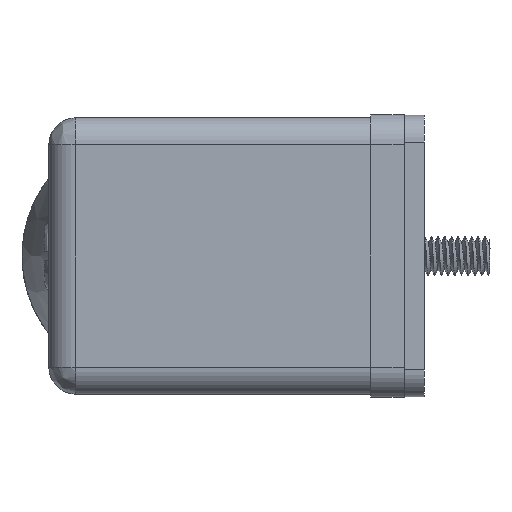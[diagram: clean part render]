
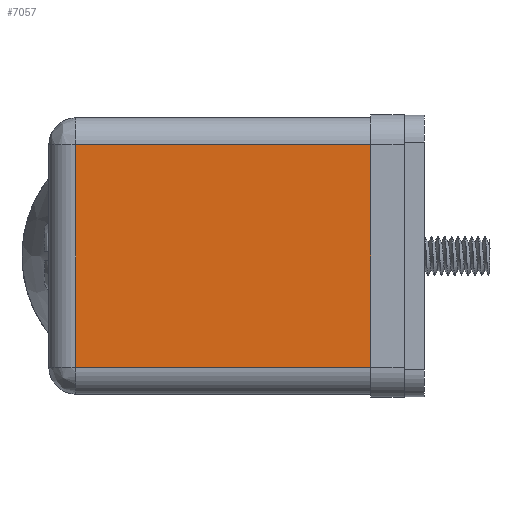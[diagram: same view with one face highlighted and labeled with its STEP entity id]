
A CAD part, left-side view. The second image highlights one B-rep face of the part: STEP entity #7057.
In plain terms, the highlighted planar face has unit normal (-1, 0, 0).
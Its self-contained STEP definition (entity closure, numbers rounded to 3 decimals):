
#5 = DIRECTION ( 'NONE',  ( 0., 0., 1. ) ) ;
#329 = DIRECTION ( 'NONE',  ( 1., 0., 0. ) ) ;
#3688 = VECTOR ( 'NONE', #5, 1000. ) ;
#6920 = FACE_OUTER_BOUND ( 'NONE', #23250, .T. ) ;
#7057 = ADVANCED_FACE ( 'NONE', ( #6920 ), #33846, .F. ) ;
#8423 = VERTEX_POINT ( 'NONE', #24508 ) ;
#8541 = CARTESIAN_POINT ( 'NONE',  ( -13.9, 5., 8.3 ) ) ;
#8934 = ORIENTED_EDGE ( 'NONE', *, *, #9622, .F. ) ;
#9270 = CARTESIAN_POINT ( 'NONE',  ( -13.9, 5., 0. ) ) ;
#9622 = EDGE_CURVE ( 'NONE', #30561, #8423, #11208, .T. ) ;
#11124 = CARTESIAN_POINT ( 'NONE',  ( -13.9, 2.5, 8.3 ) ) ;
#11208 = LINE ( 'NONE', #16929, #3688 ) ;
#12552 = VECTOR ( 'NONE', #34298, 1000. ) ;
#13899 = VERTEX_POINT ( 'NONE', #8541 ) ;
#15176 = EDGE_CURVE ( 'NONE', #8423, #13899, #21304, .T. ) ;
#16714 = DIRECTION ( 'NONE',  ( 0., -1., 0. ) ) ;
#16929 = CARTESIAN_POINT ( 'NONE',  ( -13.9, 27., 8.3 ) ) ;
#17036 = EDGE_CURVE ( 'NONE', #29901, #13899, #27311, .T. ) ;
#17234 = CARTESIAN_POINT ( 'NONE',  ( -13.9, 2.5, 8.3 ) ) ;
#17328 = ORIENTED_EDGE ( 'NONE', *, *, #17036, .T. ) ;
#18406 = VECTOR ( 'NONE', #28951, 1000. ) ;
#20027 = DIRECTION ( 'NONE',  ( 0., 0., -1. ) ) ;
#20456 = VECTOR ( 'NONE', #16714, 1000. ) ;
#21304 = LINE ( 'NONE', #11124, #20456 ) ;
#22554 = ORIENTED_EDGE ( 'NONE', *, *, #22603, .F. ) ;
#22603 = EDGE_CURVE ( 'NONE', #29901, #30561, #33137, .T. ) ;
#23250 = EDGE_LOOP ( 'NONE', ( #8934, #22554, #17328, #26870 ) ) ;
#24508 = CARTESIAN_POINT ( 'NONE',  ( -13.9, 27., 8.3 ) ) ;
#26192 = CARTESIAN_POINT ( 'NONE',  ( -13.9, 2.5, -8.3 ) ) ;
#26870 = ORIENTED_EDGE ( 'NONE', *, *, #15176, .F. ) ;
#27311 = LINE ( 'NONE', #9270, #12552 ) ;
#28085 = CARTESIAN_POINT ( 'NONE',  ( -13.9, 27., -8.3 ) ) ;
#28370 = AXIS2_PLACEMENT_3D ( 'NONE', #17234, #329, #20027 ) ;
#28951 = DIRECTION ( 'NONE',  ( 0., 1., 0. ) ) ;
#29901 = VERTEX_POINT ( 'NONE', #30526 ) ;
#30526 = CARTESIAN_POINT ( 'NONE',  ( -13.9, 5., -8.3 ) ) ;
#30561 = VERTEX_POINT ( 'NONE', #28085 ) ;
#33137 = LINE ( 'NONE', #26192, #18406 ) ;
#33846 = PLANE ( 'NONE',  #28370 ) ;
#34298 = DIRECTION ( 'NONE',  ( 0., 0., 1. ) ) ;
